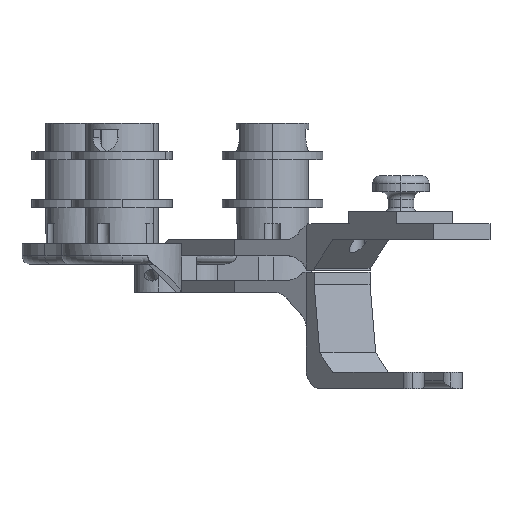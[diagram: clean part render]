
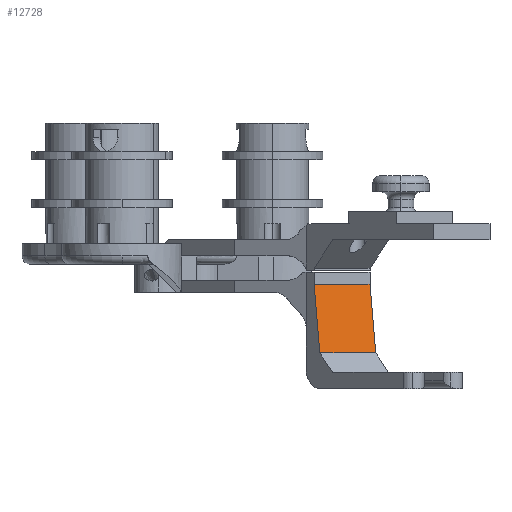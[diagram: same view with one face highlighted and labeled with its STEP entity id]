
A CAD part, left-side view. The second image highlights one B-rep face of the part: STEP entity #12728.
In plain terms, the highlighted planar face has unit normal (-0.744, -0.657, 0.123).
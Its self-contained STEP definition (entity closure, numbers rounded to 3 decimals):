
#465 = VERTEX_POINT ( 'NONE', #7432 ) ;
#573 = LINE ( 'NONE', #3750, #4985 ) ;
#883 = ORIENTED_EDGE ( 'NONE', *, *, #3104, .F. ) ;
#1018 = FACE_OUTER_BOUND ( 'NONE', #4234, .T. ) ;
#1560 = VERTEX_POINT ( 'NONE', #4013 ) ;
#1728 = CARTESIAN_POINT ( 'NONE',  ( -40.783, -36.051, -10. ) ) ;
#1897 = ORIENTED_EDGE ( 'NONE', *, *, #3957, .F. ) ;
#3104 = EDGE_CURVE ( 'NONE', #465, #1560, #3219, .T. ) ;
#3219 = LINE ( 'NONE', #9562, #6440 ) ;
#3750 = CARTESIAN_POINT ( 'NONE',  ( -69.056, -7.27, -27.121 ) ) ;
#3957 = EDGE_CURVE ( 'NONE', #10550, #465, #573, .T. ) ;
#4013 = CARTESIAN_POINT ( 'NONE',  ( -63.493, -10.361, -10. ) ) ;
#4234 = EDGE_LOOP ( 'NONE', ( #883, #1897, #9401, #8701 ) ) ;
#4985 = VECTOR ( 'NONE', #6602, 1000. ) ;
#5351 = DIRECTION ( 'NONE',  ( 0.092, 0.081, 0.992 ) ) ;
#6419 = CARTESIAN_POINT ( 'NONE',  ( -52.782, -25.68, -27.121 ) ) ;
#6440 = VECTOR ( 'NONE', #5351, 1000. ) ;
#6602 = DIRECTION ( 'NONE',  ( -0.662, 0.749, 0. ) ) ;
#6857 = CARTESIAN_POINT ( 'NONE',  ( -51.195, -24.272, -10. ) ) ;
#7395 = DIRECTION ( 'NONE',  ( 0.744, 0.657, -0.123 ) ) ;
#7432 = CARTESIAN_POINT ( 'NONE',  ( -65.082, -11.766, -27.121 ) ) ;
#8079 = LINE ( 'NONE', #10248, #12172 ) ;
#8150 = DIRECTION ( 'NONE',  ( -0.092, -0.082, -0.992 ) ) ;
#8412 = PLANE ( 'NONE',  #8716 ) ;
#8701 = ORIENTED_EDGE ( 'NONE', *, *, #13398, .F. ) ;
#8716 = AXIS2_PLACEMENT_3D ( 'NONE', #12564, #7395, #11536 ) ;
#9157 = LINE ( 'NONE', #1728, #11751 ) ;
#9401 = ORIENTED_EDGE ( 'NONE', *, *, #13364, .F. ) ;
#9562 = CARTESIAN_POINT ( 'NONE',  ( -65.836, -12.432, -35.241 ) ) ;
#9949 = VERTEX_POINT ( 'NONE', #6857 ) ;
#10248 = CARTESIAN_POINT ( 'NONE',  ( -53.534, -26.348, -35.239 ) ) ;
#10550 = VERTEX_POINT ( 'NONE', #6419 ) ;
#11265 = DIRECTION ( 'NONE',  ( 0.662, -0.749, 0. ) ) ;
#11536 = DIRECTION ( 'NONE',  ( 0.662, -0.749, 0. ) ) ;
#11751 = VECTOR ( 'NONE', #11265, 1000. ) ;
#12172 = VECTOR ( 'NONE', #8150, 1000. ) ;
#12564 = CARTESIAN_POINT ( 'NONE',  ( -40.783, -36.051, -10. ) ) ;
#12728 = ADVANCED_FACE ( 'NONE', ( #1018 ), #8412, .F. ) ;
#13364 = EDGE_CURVE ( 'NONE', #9949, #10550, #8079, .T. ) ;
#13398 = EDGE_CURVE ( 'NONE', #1560, #9949, #9157, .T. ) ;
